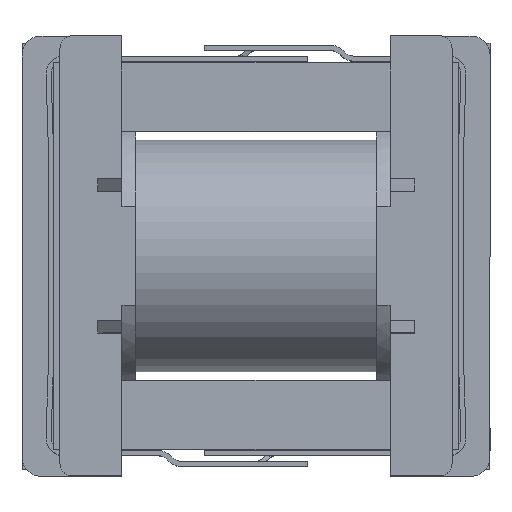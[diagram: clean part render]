
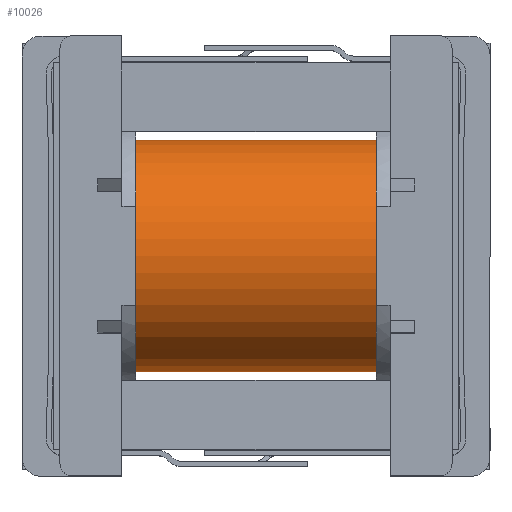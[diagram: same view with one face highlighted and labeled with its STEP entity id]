
A CAD part, top view. The second image highlights one B-rep face of the part: STEP entity #10026.
In plain terms, the highlighted cylindrical face has radius 9.153 mm (diameter 18.305 mm), a full revolution.
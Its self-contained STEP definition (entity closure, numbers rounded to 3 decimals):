
#1839=CYLINDRICAL_SURFACE('',#10545,9.153);
#3489=ORIENTED_EDGE('',*,*,#4340,.F.);
#3490=ORIENTED_EDGE('',*,*,#4697,.F.);
#3491=ORIENTED_EDGE('',*,*,#4902,.F.);
#3492=ORIENTED_EDGE('',*,*,#4901,.F.);
#3493=ORIENTED_EDGE('',*,*,#4335,.F.);
#3494=ORIENTED_EDGE('',*,*,#4689,.F.);
#3495=ORIENTED_EDGE('',*,*,#4665,.T.);
#3496=ORIENTED_EDGE('',*,*,#4328,.T.);
#3497=ORIENTED_EDGE('',*,*,#4679,.T.);
#3498=ORIENTED_EDGE('',*,*,#4343,.T.);
#3499=ORIENTED_EDGE('',*,*,#4667,.T.);
#3500=ORIENTED_EDGE('',*,*,#4331,.T.);
#4328=EDGE_CURVE('',#5371,#5370,#5907,.T.);
#4331=EDGE_CURVE('',#5373,#5374,#5908,.T.);
#4335=EDGE_CURVE('',#5212,#5217,#5909,.T.);
#4340=EDGE_CURVE('',#5380,#5378,#5910,.T.);
#4343=EDGE_CURVE('',#5382,#5210,#5911,.T.);
#4665=EDGE_CURVE('',#5374,#5371,#5944,.T.);
#4667=EDGE_CURVE('',#5210,#5373,#5946,.T.);
#4679=EDGE_CURVE('',#5370,#5382,#5952,.T.);
#4689=EDGE_CURVE('',#5378,#5212,#5956,.T.);
#4697=EDGE_CURVE('',#5474,#5380,#5962,.T.);
#4901=EDGE_CURVE('',#5217,#5710,#5969,.T.);
#4902=EDGE_CURVE('',#5710,#5474,#5970,.T.);
#5210=VERTEX_POINT('',#12840);
#5212=VERTEX_POINT('',#12845);
#5217=VERTEX_POINT('',#12856);
#5370=VERTEX_POINT('',#13443);
#5371=VERTEX_POINT('',#13445);
#5373=VERTEX_POINT('',#13451);
#5374=VERTEX_POINT('',#13452);
#5378=VERTEX_POINT('',#13464);
#5380=VERTEX_POINT('',#13468);
#5382=VERTEX_POINT('',#13473);
#5474=VERTEX_POINT('',#13752);
#5710=VERTEX_POINT('',#14800);
#5907=CIRCLE('',#10264,9.153);
#5908=CIRCLE('',#10266,9.153);
#5909=CIRCLE('',#10268,9.153);
#5910=CIRCLE('',#10270,9.153);
#5911=CIRCLE('',#10272,9.153);
#5944=CIRCLE('',#10411,9.153);
#5946=CIRCLE('',#10414,9.153);
#5952=CIRCLE('',#10423,9.153);
#5956=CIRCLE('',#10434,9.153);
#5962=CIRCLE('',#10443,9.153);
#5969=CIRCLE('',#10544,9.153);
#5970=CIRCLE('',#10546,9.153);
#6415=EDGE_LOOP('',(#3489,#3490,#3491,#3492,#3493,#3494));
#6416=EDGE_LOOP('',(#3495,#3496,#3497,#3498,#3499,#3500));
#6906=FACE_BOUND('',#6415,.T.);
#6907=FACE_BOUND('',#6416,.T.);
#10026=ADVANCED_FACE('',(#6906,#6907),#1839,.T.);
#10264=AXIS2_PLACEMENT_3D('',#13444,#11175,#11176);
#10266=AXIS2_PLACEMENT_3D('',#13450,#11181,#11182);
#10268=AXIS2_PLACEMENT_3D('',#13459,#11188,#11189);
#10270=AXIS2_PLACEMENT_3D('',#13469,#11196,#11197);
#10272=AXIS2_PLACEMENT_3D('',#13475,#11202,#11203);
#10411=AXIS2_PLACEMENT_3D('',#14236,#11743,#11744);
#10414=AXIS2_PLACEMENT_3D('',#14239,#11749,#11750);
#10423=AXIS2_PLACEMENT_3D('',#14260,#11773,#11774);
#10434=AXIS2_PLACEMENT_3D('',#14278,#11801,#11802);
#10443=AXIS2_PLACEMENT_3D('',#14292,#11821,#11822);
#10544=AXIS2_PLACEMENT_3D('',#14803,#12175,#12176);
#10545=AXIS2_PLACEMENT_3D('',#14804,#12177,#12178);
#10546=AXIS2_PLACEMENT_3D('',#14805,#12179,#12180);
#11175=DIRECTION('',(0.,1.,0.));
#11176=DIRECTION('',(1.,0.,0.));
#11181=DIRECTION('',(0.,1.,0.));
#11182=DIRECTION('',(1.,0.,0.));
#11188=DIRECTION('',(0.,1.,0.));
#11189=DIRECTION('',(1.,0.,0.));
#11196=DIRECTION('',(0.,1.,0.));
#11197=DIRECTION('',(1.,0.,0.));
#11202=DIRECTION('',(0.,1.,0.));
#11203=DIRECTION('',(1.,0.,0.));
#11743=DIRECTION('',(0.,1.,0.));
#11744=DIRECTION('',(1.,0.,0.));
#11749=DIRECTION('',(0.,1.,0.));
#11750=DIRECTION('',(1.,0.,0.));
#11773=DIRECTION('',(0.,1.,0.));
#11774=DIRECTION('',(1.,0.,0.));
#11801=DIRECTION('',(0.,1.,0.));
#11802=DIRECTION('',(1.,0.,0.));
#11821=DIRECTION('',(0.,1.,0.));
#11822=DIRECTION('',(1.,0.,0.));
#12175=DIRECTION('',(0.,1.,0.));
#12176=DIRECTION('',(1.,0.,0.));
#12177=DIRECTION('',(0.,-1.,0.));
#12178=DIRECTION('',(0.,0.,1.));
#12179=DIRECTION('',(0.,1.,0.));
#12180=DIRECTION('',(1.,0.,0.));
#12840=CARTESIAN_POINT('',(3.9,-9.5,8.28));
#12845=CARTESIAN_POINT('',(-3.9,9.5,8.28));
#12856=CARTESIAN_POINT('',(3.9,9.5,8.28));
#13443=CARTESIAN_POINT('',(-3.393,-9.5,-8.5));
#13444=CARTESIAN_POINT('',(0.,-9.5,0.));
#13445=CARTESIAN_POINT('',(-1.67,-9.5,-8.999));
#13450=CARTESIAN_POINT('',(0.,-9.5,0.));
#13451=CARTESIAN_POINT('',(3.393,-9.5,-8.5));
#13452=CARTESIAN_POINT('',(1.67,-9.5,-8.999));
#13459=CARTESIAN_POINT('',(0.,9.5,0.));
#13464=CARTESIAN_POINT('',(-3.393,9.5,-8.5));
#13468=CARTESIAN_POINT('',(-1.67,9.5,-8.999));
#13469=CARTESIAN_POINT('',(0.,9.5,0.));
#13473=CARTESIAN_POINT('',(-3.9,-9.5,8.28));
#13475=CARTESIAN_POINT('',(0.,-9.5,0.));
#13752=CARTESIAN_POINT('',(1.67,9.5,-8.999));
#14236=CARTESIAN_POINT('',(0.,-9.5,0.));
#14239=CARTESIAN_POINT('',(0.,-9.5,0.));
#14260=CARTESIAN_POINT('',(0.,-9.5,0.));
#14278=CARTESIAN_POINT('',(0.,9.5,0.));
#14292=CARTESIAN_POINT('',(0.,9.5,0.));
#14800=CARTESIAN_POINT('',(3.393,9.5,-8.5));
#14803=CARTESIAN_POINT('',(0.,9.5,0.));
#14804=CARTESIAN_POINT('',(0.,-9.5,0.));
#14805=CARTESIAN_POINT('',(0.,9.5,0.));
